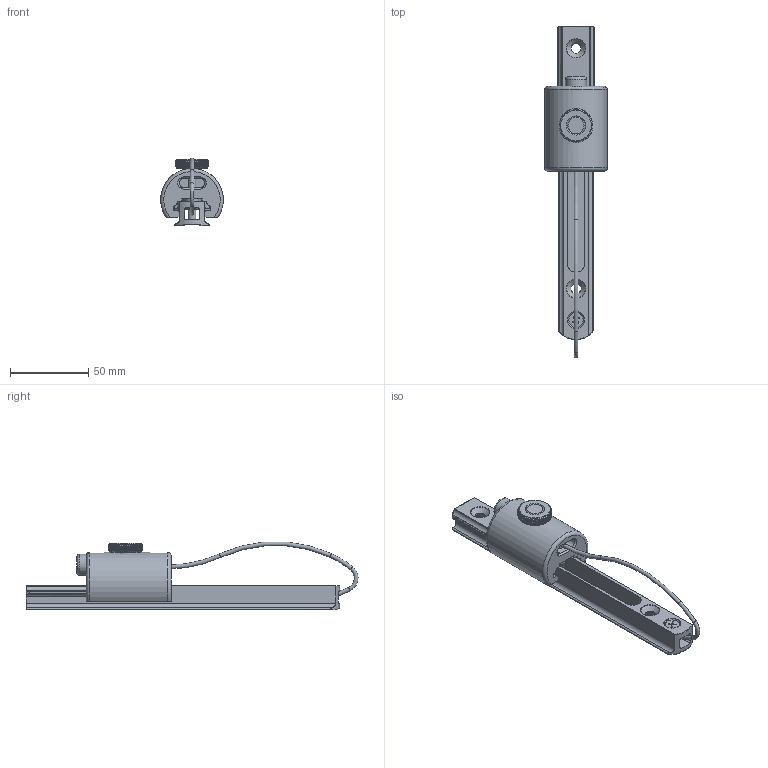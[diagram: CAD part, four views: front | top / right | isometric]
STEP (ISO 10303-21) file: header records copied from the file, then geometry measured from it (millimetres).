
FILE_DESCRIPTION(/* description */ (''),/* implementation_level */ '2;1');
FILE_NAME(/* name */ 'HS24.11.stp',/* time_stamp */ '2020-10-08T12:25:34+02:00',/* author */ ('lucade'),/* organization */ (''),/* preprocessor_version */ 'ST-DEVELOPER v18.1',/* originating_system */ 'Autodesk Inventor 2021',/* authorisation */ '');
FILE_SCHEMA (('AUTOMOTIVE_DESIGN { 1 0 10303 214 3 1 1 }'));
Length unit declared in the file: millimetre
Products named in the file (1): Parte1
Bounding box: 39.97 x 211.73 x 43.35 mm (x, y, z)
Volume: 80295.3 mm3; surface area: 38151.7 mm2
Topology: 8 solids, 8 shells, 584 faces, 1600 edges, 1017 vertices
Faces by surface type: cylinder 241, plane 206, torus 52, bspline 46, cone 37, sphere 2
Full cylindrical faces by diameter (mm): 2.5 x2, 4.2 x3, 4.509 x1, 5 x2, 5.5 x1, 6.5 x4, 8.5 x2, 9.2 x1, 10 x2, 10.25 x1, 10.5 x1, 12 x6, 12.2 x1, 12.5 x1, 13.5 x1
Entity records: 21402 total; most frequent: CARTESIAN_POINT 7518, ORIENTED_EDGE 3174, DIRECTION 2672, EDGE_CURVE 1587, AXIS2_PLACEMENT_3D 1056, VERTEX_POINT 1017, EDGE_LOOP 610, FACE_OUTER_BOUND 584
